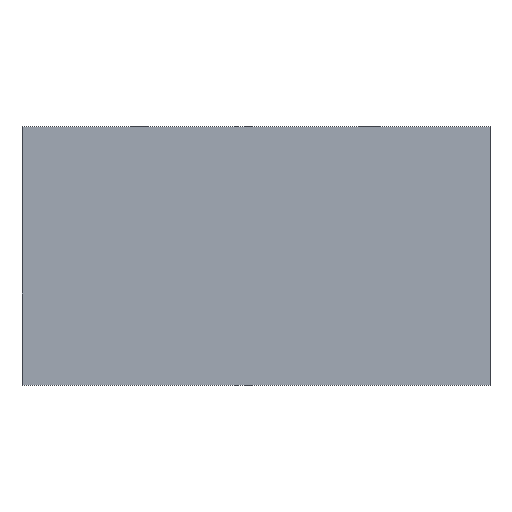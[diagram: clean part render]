
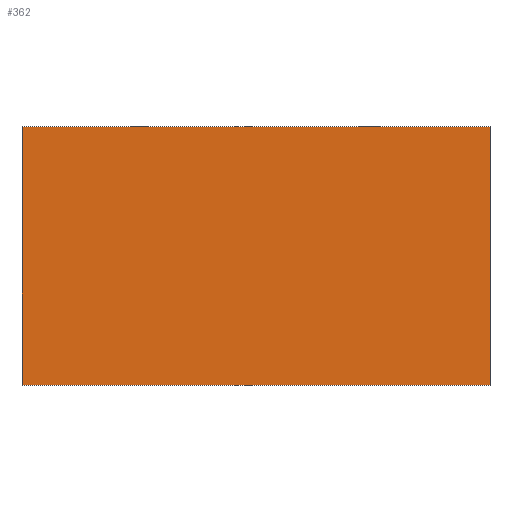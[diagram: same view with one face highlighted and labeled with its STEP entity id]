
A CAD part, top view. The second image highlights one B-rep face of the part: STEP entity #362.
In plain terms, the highlighted planar face has unit normal (0, 0, 1).
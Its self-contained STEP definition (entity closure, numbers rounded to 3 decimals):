
#34=FACE_OUTER_BOUND('',#54,.T.);
#54=EDGE_LOOP('',(#323,#324,#325,#326));
#93=LINE('',#561,#141);
#98=LINE('',#571,#146);
#100=LINE('',#575,#148);
#102=LINE('',#578,#150);
#141=VECTOR('',#457,10.);
#146=VECTOR('',#470,10.);
#148=VECTOR('',#474,10.);
#150=VECTOR('',#478,10.);
#179=VERTEX_POINT('',#557);
#180=VERTEX_POINT('',#559);
#181=VERTEX_POINT('',#570);
#182=VERTEX_POINT('',#574);
#221=EDGE_CURVE('',#180,#179,#93,.T.);
#226=EDGE_CURVE('',#181,#180,#98,.T.);
#228=EDGE_CURVE('',#179,#182,#100,.T.);
#230=EDGE_CURVE('',#182,#181,#102,.T.);
#323=ORIENTED_EDGE('',*,*,#221,.F.);
#324=ORIENTED_EDGE('',*,*,#226,.F.);
#325=ORIENTED_EDGE('',*,*,#230,.F.);
#326=ORIENTED_EDGE('',*,*,#228,.F.);
#344=PLANE('',#394);
#362=ADVANCED_FACE('',(#34),#344,.T.);
#394=AXIS2_PLACEMENT_3D('',#579,#479,#480);
#457=DIRECTION('',(1.,0.,0.));
#470=DIRECTION('',(0.,1.,0.));
#474=DIRECTION('',(0.,-1.,0.));
#478=DIRECTION('',(-1.,0.,0.));
#479=DIRECTION('center_axis',(0.,0.,1.));
#480=DIRECTION('ref_axis',(1.,0.,0.));
#557=CARTESIAN_POINT('',(150.5,83.,10.6));
#559=CARTESIAN_POINT('',(-150.5,83.,10.6));
#561=CARTESIAN_POINT('',(-150.5,83.,10.6));
#570=CARTESIAN_POINT('',(-150.5,-83.,10.6));
#571=CARTESIAN_POINT('',(-150.5,-83.,10.6));
#574=CARTESIAN_POINT('',(150.5,-83.,10.6));
#575=CARTESIAN_POINT('',(150.5,83.,10.6));
#578=CARTESIAN_POINT('',(150.5,-83.,10.6));
#579=CARTESIAN_POINT('Origin',(0.,0.,10.6));
